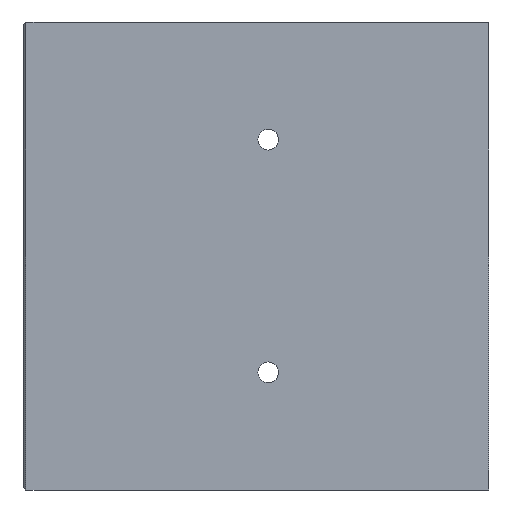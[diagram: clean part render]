
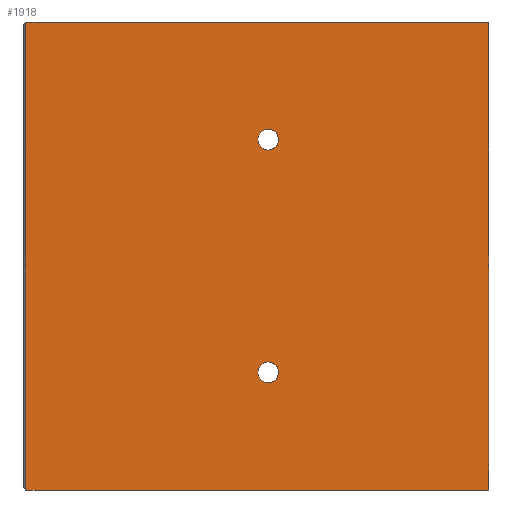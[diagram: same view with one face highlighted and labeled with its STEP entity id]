
A CAD part, left-side view. The second image highlights one B-rep face of the part: STEP entity #1918.
In plain terms, the highlighted planar face has unit normal (-1, 0, 0).
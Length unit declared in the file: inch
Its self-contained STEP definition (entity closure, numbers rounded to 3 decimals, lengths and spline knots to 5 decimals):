
#18 = CARTESIAN_POINT ( 'NONE',  ( -1.973, -0.0995, -0.875 ) ) ;
#24 = VERTEX_POINT ( 'NONE', #262 ) ;
#55 = DIRECTION ( 'NONE',  ( 0., -1., 0. ) ) ;
#113 = CARTESIAN_POINT ( 'NONE',  ( -1.973, -1.7575, 1.76 ) ) ;
#156 = VECTOR ( 'NONE', #1699, 39.37008 ) ;
#161 = EDGE_LOOP ( 'NONE', ( #628, #2425, #2201, #1700 ) ) ;
#184 = DIRECTION ( 'NONE',  ( -1., 0., 0. ) ) ;
#194 = VECTOR ( 'NONE', #1083, 39.37008 ) ;
#223 = EDGE_CURVE ( 'NONE', #1102, #1864, #2270, .T. ) ;
#262 = CARTESIAN_POINT ( 'NONE',  ( -1.973, 1.7225, 1.76 ) ) ;
#328 = DIRECTION ( 'NONE',  ( 0., 1., 0. ) ) ;
#329 = CARTESIAN_POINT ( 'NONE',  ( -1.973, -0.0995, 0.875 ) ) ;
#341 = DIRECTION ( 'NONE',  ( -1., 0., 0. ) ) ;
#395 = DIRECTION ( 'NONE',  ( 0., 0., 1. ) ) ;
#434 = LINE ( 'NONE', #797, #1143 ) ;
#503 = VERTEX_POINT ( 'NONE', #1215 ) ;
#628 = ORIENTED_EDGE ( 'NONE', *, *, #1158, .F. ) ;
#795 = DIRECTION ( 'NONE',  ( 0., 0., 1. ) ) ;
#797 = CARTESIAN_POINT ( 'NONE',  ( -1.973, 1.7425, -1.76 ) ) ;
#851 = EDGE_CURVE ( 'NONE', #503, #969, #1113, .T. ) ;
#867 = AXIS2_PLACEMENT_3D ( 'NONE', #2313, #1156, #959 ) ;
#875 = AXIS2_PLACEMENT_3D ( 'NONE', #329, #341, #2226 ) ;
#903 = ORIENTED_EDGE ( 'NONE', *, *, #851, .F. ) ;
#910 = FACE_OUTER_BOUND ( 'NONE', #161, .T. ) ;
#922 = CIRCLE ( 'NONE', #1688, 0.07812 ) ;
#942 = AXIS2_PLACEMENT_3D ( 'NONE', #1620, #2053, #328 ) ;
#953 = EDGE_CURVE ( 'NONE', #2016, #2196, #1269, .T. ) ;
#959 = DIRECTION ( 'NONE',  ( 0., 0., 1. ) ) ;
#968 = DIRECTION ( 'NONE',  ( 0., 0., -1. ) ) ;
#969 = VERTEX_POINT ( 'NONE', #1197 ) ;
#1083 = DIRECTION ( 'NONE',  ( 0., 0., -1. ) ) ;
#1102 = VERTEX_POINT ( 'NONE', #1316 ) ;
#1107 = CARTESIAN_POINT ( 'NONE',  ( -1.973, 1.7425, 1.76 ) ) ;
#1113 = CIRCLE ( 'NONE', #2235, 0.07812 ) ;
#1143 = VECTOR ( 'NONE', #55, 39.37008 ) ;
#1156 = DIRECTION ( 'NONE',  ( -1., 0., 0. ) ) ;
#1158 = EDGE_CURVE ( 'NONE', #24, #2016, #1719, .T. ) ;
#1197 = CARTESIAN_POINT ( 'NONE',  ( -1.973, -0.0995, -0.79688 ) ) ;
#1215 = CARTESIAN_POINT ( 'NONE',  ( -1.973, -0.0995, -0.95312 ) ) ;
#1239 = FACE_BOUND ( 'NONE', #1636, .T. ) ;
#1269 = LINE ( 'NONE', #113, #194 ) ;
#1316 = CARTESIAN_POINT ( 'NONE',  ( -1.973, -0.0995, 0.95312 ) ) ;
#1329 = CARTESIAN_POINT ( 'NONE',  ( -1.973, -1.7575, 1.76 ) ) ;
#1421 = PLANE ( 'NONE',  #942 ) ;
#1455 = EDGE_LOOP ( 'NONE', ( #1870, #2208 ) ) ;
#1478 = CARTESIAN_POINT ( 'NONE',  ( -1.973, 1.7225, -1.76 ) ) ;
#1494 = VECTOR ( 'NONE', #968, 39.37008 ) ;
#1559 = CARTESIAN_POINT ( 'NONE',  ( -1.973, 1.7225, 1.76 ) ) ;
#1597 = VERTEX_POINT ( 'NONE', #1478 ) ;
#1620 = CARTESIAN_POINT ( 'NONE',  ( -1.973, 1.7425, 1.76 ) ) ;
#1636 = EDGE_LOOP ( 'NONE', ( #2368, #903 ) ) ;
#1682 = EDGE_CURVE ( 'NONE', #1864, #1102, #2415, .T. ) ;
#1688 = AXIS2_PLACEMENT_3D ( 'NONE', #18, #1886, #395 ) ;
#1699 = DIRECTION ( 'NONE',  ( 0., -1., 0. ) ) ;
#1700 = ORIENTED_EDGE ( 'NONE', *, *, #953, .F. ) ;
#1719 = LINE ( 'NONE', #1107, #156 ) ;
#1776 = EDGE_CURVE ( 'NONE', #1597, #2196, #434, .T. ) ;
#1843 = CARTESIAN_POINT ( 'NONE',  ( -1.973, -0.0995, 0.79688 ) ) ;
#1864 = VERTEX_POINT ( 'NONE', #1843 ) ;
#1870 = ORIENTED_EDGE ( 'NONE', *, *, #223, .F. ) ;
#1886 = DIRECTION ( 'NONE',  ( -1., 0., 0. ) ) ;
#1918 = ADVANCED_FACE ( 'NONE', ( #1239, #2225, #910 ), #1421, .F. ) ;
#1987 = EDGE_CURVE ( 'NONE', #24, #1597, #2155, .T. ) ;
#2016 = VERTEX_POINT ( 'NONE', #1329 ) ;
#2053 = DIRECTION ( 'NONE',  ( 1., 0., 0. ) ) ;
#2155 = LINE ( 'NONE', #1559, #1494 ) ;
#2196 = VERTEX_POINT ( 'NONE', #2399 ) ;
#2201 = ORIENTED_EDGE ( 'NONE', *, *, #1776, .T. ) ;
#2208 = ORIENTED_EDGE ( 'NONE', *, *, #1682, .F. ) ;
#2225 = FACE_BOUND ( 'NONE', #1455, .T. ) ;
#2226 = DIRECTION ( 'NONE',  ( 0., 0., 1. ) ) ;
#2235 = AXIS2_PLACEMENT_3D ( 'NONE', #2272, #184, #795 ) ;
#2270 = CIRCLE ( 'NONE', #875, 0.07812 ) ;
#2272 = CARTESIAN_POINT ( 'NONE',  ( -1.973, -0.0995, -0.875 ) ) ;
#2313 = CARTESIAN_POINT ( 'NONE',  ( -1.973, -0.0995, 0.875 ) ) ;
#2368 = ORIENTED_EDGE ( 'NONE', *, *, #2402, .F. ) ;
#2399 = CARTESIAN_POINT ( 'NONE',  ( -1.973, -1.7575, -1.76 ) ) ;
#2402 = EDGE_CURVE ( 'NONE', #969, #503, #922, .T. ) ;
#2415 = CIRCLE ( 'NONE', #867, 0.07812 ) ;
#2425 = ORIENTED_EDGE ( 'NONE', *, *, #1987, .T. ) ;
